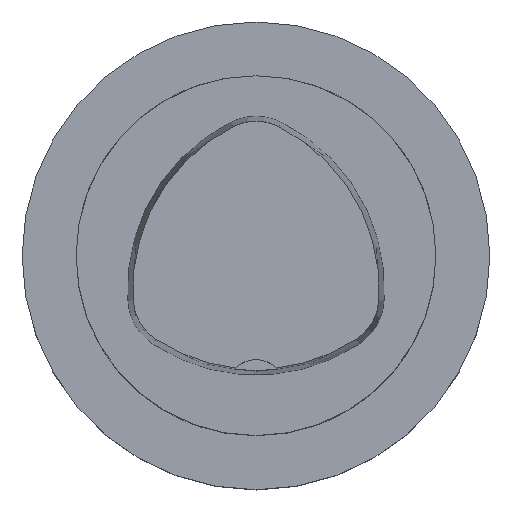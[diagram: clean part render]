
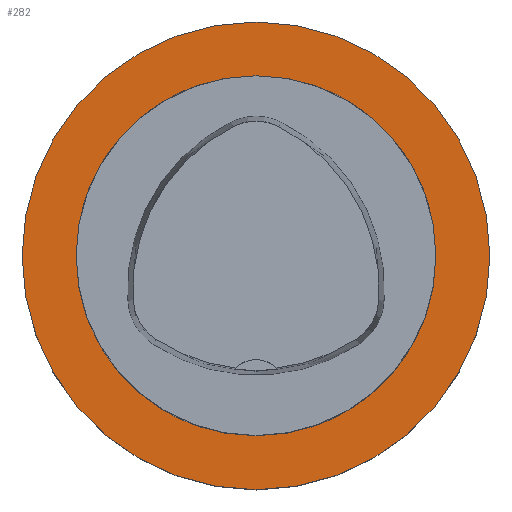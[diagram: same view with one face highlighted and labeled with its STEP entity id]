
A CAD part, top view. The second image highlights one B-rep face of the part: STEP entity #282.
In plain terms, the highlighted planar face has unit normal (0, 0, 1).
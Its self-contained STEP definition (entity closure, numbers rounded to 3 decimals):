
#282=ADVANCED_FACE('',(#352,#353),#320,.T.);
#320=PLANE('',#840);
#352=FACE_BOUND('',#403,.T.);
#353=FACE_BOUND('',#404,.T.);
#403=EDGE_LOOP('',(#545));
#404=EDGE_LOOP('',(#546));
#545=ORIENTED_EDGE('',*,*,#689,.T.);
#546=ORIENTED_EDGE('',*,*,#730,.F.);
#627=VERTEX_POINT('',#1132);
#652=VERTEX_POINT('',#1227);
#689=EDGE_CURVE('',#627,#627,#759,.T.);
#730=EDGE_CURVE('',#652,#652,#776,.T.);
#759=CIRCLE('',#799,50.0);
#776=CIRCLE('',#839,65.0);
#799=AXIS2_PLACEMENT_3D('',#1131,#909,#910);
#839=AXIS2_PLACEMENT_3D('',#1226,#1011,#1012);
#840=AXIS2_PLACEMENT_3D('',#1228,#1013,#1014);
#909=DIRECTION('',(0.0,0.0,-1.0));
#910=DIRECTION('',(-1.0,0.0,0.0));
#1011=DIRECTION('',(0.0,0.0,-1.0));
#1012=DIRECTION('',(-1.0,0.0,0.0));
#1013=DIRECTION('',(0.0,0.0,1.0));
#1014=DIRECTION('',(1.0,0.0,0.0));
#1131=CARTESIAN_POINT('',(0.0,0.,-37.2));
#1132=CARTESIAN_POINT('',(-50.0,0.,-37.2));
#1226=CARTESIAN_POINT('',(0.0,0.,-37.2));
#1227=CARTESIAN_POINT('',(-65.0,0.,-37.2));
#1228=CARTESIAN_POINT('',(0.0,0.,-37.2));
